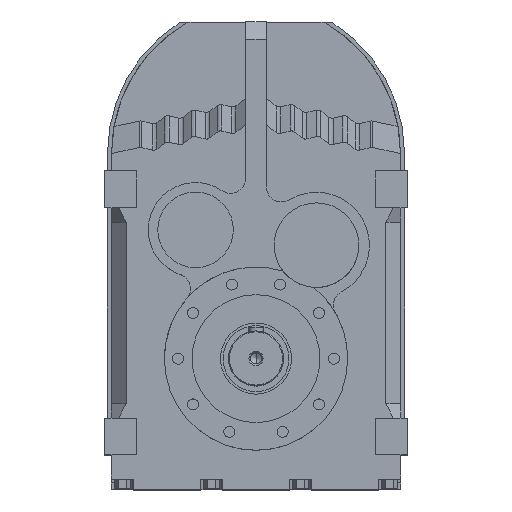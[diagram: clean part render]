
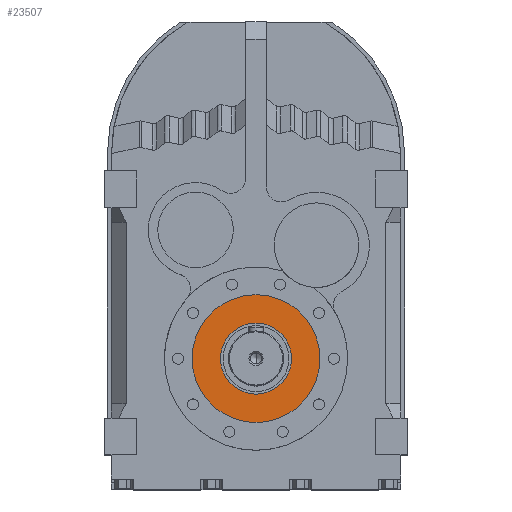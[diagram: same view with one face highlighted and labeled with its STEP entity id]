
A CAD part, top view. The second image highlights one B-rep face of the part: STEP entity #23507.
In plain terms, the highlighted planar face has unit normal (0, 0, 1).
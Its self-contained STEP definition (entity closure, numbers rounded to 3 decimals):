
#13295 = CYLINDRICAL_SURFACE('',#13296,139.5);
#13296 = AXIS2_PLACEMENT_3D('',#13297,#13298,#13299);
#13297 = CARTESIAN_POINT('',(0.,-447.,110.123));
#13298 = DIRECTION('',(0.,0.,1.));
#13299 = DIRECTION('',(1.,0.,0.));
#13321 = CYLINDRICAL_SURFACE('',#13322,139.5);
#13322 = AXIS2_PLACEMENT_3D('',#13323,#13324,#13325);
#13323 = CARTESIAN_POINT('',(0.,-447.,110.123));
#13324 = DIRECTION('',(0.,0.,1.));
#13325 = DIRECTION('',(1.,0.,0.));
#20700 = EDGE_CURVE('',#20701,#20703,#20705,.T.);
#20701 = VERTEX_POINT('',#20702);
#20702 = CARTESIAN_POINT('',(-139.5,-447.,446.5));
#20703 = VERTEX_POINT('',#20704);
#20704 = CARTESIAN_POINT('',(139.5,-447.,446.5));
#20705 = SURFACE_CURVE('',#20706,(#20711,#20717),.PCURVE_S1.);
#20706 = CIRCLE('',#20707,139.5);
#20707 = AXIS2_PLACEMENT_3D('',#20708,#20709,#20710);
#20708 = CARTESIAN_POINT('',(0.,-447.,446.5));
#20709 = DIRECTION('',(0.,0.,1.));
#20710 = DIRECTION('',(1.,0.,0.));
#20711 = PCURVE('',#13321,#20712);
#20712 = DEFINITIONAL_REPRESENTATION('',(#20713),#20716);
#20713 = B_SPLINE_CURVE_WITH_KNOTS('',1,(#20714,#20715),.UNSPECIFIED.,
  .F.,.F.,(2,2),(3.142,6.283),.PIECEWISE_BEZIER_KNOTS.);
#20714 = CARTESIAN_POINT('',(3.142,336.377));
#20715 = CARTESIAN_POINT('',(6.283,336.377));
#20716 = ( GEOMETRIC_REPRESENTATION_CONTEXT(2) 
PARAMETRIC_REPRESENTATION_CONTEXT() REPRESENTATION_CONTEXT('2D SPACE',''
  ) );
#20717 = PCURVE('',#20718,#20723);
#20718 = PLANE('',#20719);
#20719 = AXIS2_PLACEMENT_3D('',#20720,#20721,#20722);
#20720 = CARTESIAN_POINT('',(0.,-307.5,446.5));
#20721 = DIRECTION('',(0.,0.,1.));
#20722 = DIRECTION('',(1.,0.,0.));
#20723 = DEFINITIONAL_REPRESENTATION('',(#20724),#20728);
#20724 = CIRCLE('',#20725,139.5);
#20725 = AXIS2_PLACEMENT_2D('',#20726,#20727);
#20726 = CARTESIAN_POINT('',(0.,-139.5));
#20727 = DIRECTION('',(1.,0.));
#20728 = ( GEOMETRIC_REPRESENTATION_CONTEXT(2) 
PARAMETRIC_REPRESENTATION_CONTEXT() REPRESENTATION_CONTEXT('2D SPACE',''
  ) );
#20775 = EDGE_CURVE('',#20703,#20701,#20776,.T.);
#20776 = SURFACE_CURVE('',#20777,(#20782,#20788),.PCURVE_S1.);
#20777 = CIRCLE('',#20778,139.5);
#20778 = AXIS2_PLACEMENT_3D('',#20779,#20780,#20781);
#20779 = CARTESIAN_POINT('',(0.,-447.,446.5));
#20780 = DIRECTION('',(0.,0.,1.));
#20781 = DIRECTION('',(1.,0.,0.));
#20782 = PCURVE('',#13295,#20783);
#20783 = DEFINITIONAL_REPRESENTATION('',(#20784),#20787);
#20784 = B_SPLINE_CURVE_WITH_KNOTS('',1,(#20785,#20786),.UNSPECIFIED.,
  .F.,.F.,(2,2),(0.,3.142),.PIECEWISE_BEZIER_KNOTS.);
#20785 = CARTESIAN_POINT('',(0.,336.377));
#20786 = CARTESIAN_POINT('',(3.142,336.377));
#20787 = ( GEOMETRIC_REPRESENTATION_CONTEXT(2) 
PARAMETRIC_REPRESENTATION_CONTEXT() REPRESENTATION_CONTEXT('2D SPACE',''
  ) );
#20788 = PCURVE('',#20718,#20789);
#20789 = DEFINITIONAL_REPRESENTATION('',(#20790),#20794);
#20790 = CIRCLE('',#20791,139.5);
#20791 = AXIS2_PLACEMENT_2D('',#20792,#20793);
#20792 = CARTESIAN_POINT('',(0.,-139.5));
#20793 = DIRECTION('',(1.,0.));
#20794 = ( GEOMETRIC_REPRESENTATION_CONTEXT(2) 
PARAMETRIC_REPRESENTATION_CONTEXT() REPRESENTATION_CONTEXT('2D SPACE',''
  ) );
#23507 = ADVANCED_FACE('',(#23508,#23512),#20718,.T.);
#23508 = FACE_BOUND('',#23509,.T.);
#23509 = EDGE_LOOP('',(#23510,#23511));
#23510 = ORIENTED_EDGE('',*,*,#20775,.T.);
#23511 = ORIENTED_EDGE('',*,*,#20700,.T.);
#23512 = FACE_BOUND('',#23513,.T.);
#23513 = EDGE_LOOP('',(#23514,#23544));
#23514 = ORIENTED_EDGE('',*,*,#23515,.F.);
#23515 = EDGE_CURVE('',#23516,#23518,#23520,.T.);
#23516 = VERTEX_POINT('',#23517);
#23517 = CARTESIAN_POINT('',(77.5,-447.,446.5));
#23518 = VERTEX_POINT('',#23519);
#23519 = CARTESIAN_POINT('',(-77.5,-447.,446.5));
#23520 = SURFACE_CURVE('',#23521,(#23526,#23533),.PCURVE_S1.);
#23521 = CIRCLE('',#23522,77.5);
#23522 = AXIS2_PLACEMENT_3D('',#23523,#23524,#23525);
#23523 = CARTESIAN_POINT('',(0.,-447.,446.5));
#23524 = DIRECTION('',(0.,0.,1.));
#23525 = DIRECTION('',(1.,0.,0.));
#23526 = PCURVE('',#20718,#23527);
#23527 = DEFINITIONAL_REPRESENTATION('',(#23528),#23532);
#23528 = CIRCLE('',#23529,77.5);
#23529 = AXIS2_PLACEMENT_2D('',#23530,#23531);
#23530 = CARTESIAN_POINT('',(0.,-139.5));
#23531 = DIRECTION('',(1.,0.));
#23532 = ( GEOMETRIC_REPRESENTATION_CONTEXT(2) 
PARAMETRIC_REPRESENTATION_CONTEXT() REPRESENTATION_CONTEXT('2D SPACE',''
  ) );
#23533 = PCURVE('',#23534,#23539);
#23534 = CYLINDRICAL_SURFACE('',#23535,77.5);
#23535 = AXIS2_PLACEMENT_3D('',#23536,#23537,#23538);
#23536 = CARTESIAN_POINT('',(0.,-447.,110.123));
#23537 = DIRECTION('',(0.,0.,1.));
#23538 = DIRECTION('',(1.,0.,0.));
#23539 = DEFINITIONAL_REPRESENTATION('',(#23540),#23543);
#23540 = B_SPLINE_CURVE_WITH_KNOTS('',1,(#23541,#23542),.UNSPECIFIED.,
  .F.,.F.,(2,2),(0.,3.142),.PIECEWISE_BEZIER_KNOTS.);
#23541 = CARTESIAN_POINT('',(0.,336.377));
#23542 = CARTESIAN_POINT('',(3.142,336.377));
#23543 = ( GEOMETRIC_REPRESENTATION_CONTEXT(2) 
PARAMETRIC_REPRESENTATION_CONTEXT() REPRESENTATION_CONTEXT('2D SPACE',''
  ) );
#23544 = ORIENTED_EDGE('',*,*,#23545,.F.);
#23545 = EDGE_CURVE('',#23518,#23516,#23546,.T.);
#23546 = SURFACE_CURVE('',#23547,(#23552,#23559),.PCURVE_S1.);
#23547 = CIRCLE('',#23548,77.5);
#23548 = AXIS2_PLACEMENT_3D('',#23549,#23550,#23551);
#23549 = CARTESIAN_POINT('',(0.,-447.,446.5));
#23550 = DIRECTION('',(0.,0.,1.));
#23551 = DIRECTION('',(1.,0.,0.));
#23552 = PCURVE('',#20718,#23553);
#23553 = DEFINITIONAL_REPRESENTATION('',(#23554),#23558);
#23554 = CIRCLE('',#23555,77.5);
#23555 = AXIS2_PLACEMENT_2D('',#23556,#23557);
#23556 = CARTESIAN_POINT('',(0.,-139.5));
#23557 = DIRECTION('',(1.,0.));
#23558 = ( GEOMETRIC_REPRESENTATION_CONTEXT(2) 
PARAMETRIC_REPRESENTATION_CONTEXT() REPRESENTATION_CONTEXT('2D SPACE',''
  ) );
#23559 = PCURVE('',#23560,#23565);
#23560 = CYLINDRICAL_SURFACE('',#23561,77.5);
#23561 = AXIS2_PLACEMENT_3D('',#23562,#23563,#23564);
#23562 = CARTESIAN_POINT('',(0.,-447.,110.123));
#23563 = DIRECTION('',(0.,0.,1.));
#23564 = DIRECTION('',(1.,0.,0.));
#23565 = DEFINITIONAL_REPRESENTATION('',(#23566),#23569);
#23566 = B_SPLINE_CURVE_WITH_KNOTS('',1,(#23567,#23568),.UNSPECIFIED.,
  .F.,.F.,(2,2),(3.142,6.283),.PIECEWISE_BEZIER_KNOTS.);
#23567 = CARTESIAN_POINT('',(3.142,336.377));
#23568 = CARTESIAN_POINT('',(6.283,336.377));
#23569 = ( GEOMETRIC_REPRESENTATION_CONTEXT(2) 
PARAMETRIC_REPRESENTATION_CONTEXT() REPRESENTATION_CONTEXT('2D SPACE',''
  ) );
